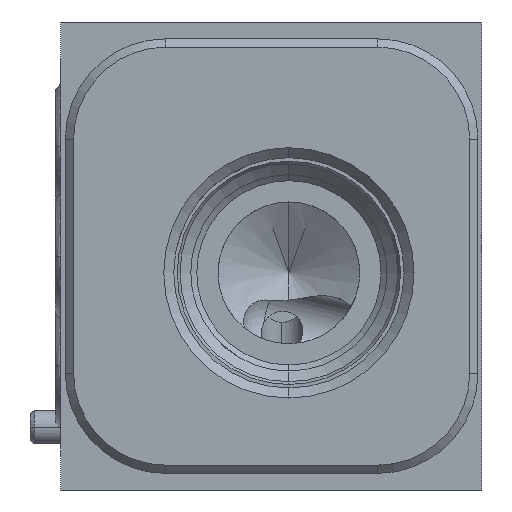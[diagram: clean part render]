
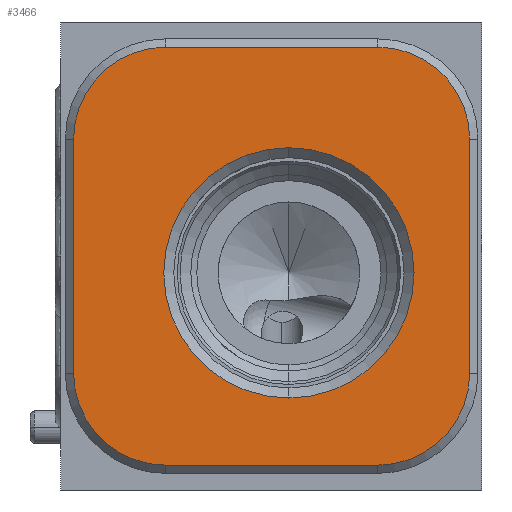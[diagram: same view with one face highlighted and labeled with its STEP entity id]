
A CAD part, left-side view. The second image highlights one B-rep face of the part: STEP entity #3466.
In plain terms, the highlighted planar face has unit normal (-1, 0, 0).
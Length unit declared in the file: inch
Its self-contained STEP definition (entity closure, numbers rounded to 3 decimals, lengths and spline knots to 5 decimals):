
#57=CARTESIAN_POINT('',(0.,-1.185,0.437));
#58=DIRECTION('',(1.,0.,0.));
#59=DIRECTION('',(0.,-1.,0.));
#60=AXIS2_PLACEMENT_3D('',#57,#58,#59);
#71=CARTESIAN_POINT('',(0.,-0.853,0.812));
#72=DIRECTION('',(1.,0.,0.));
#73=DIRECTION('',(0.,0.,-1.));
#74=AXIS2_PLACEMENT_3D('',#71,#72,#73);
#76=CARTESIAN_POINT('',(0.,-0.853,0.812));
#77=DIRECTION('',(1.,0.,0.));
#78=DIRECTION('',(0.,0.,1.));
#79=AXIS2_PLACEMENT_3D('',#76,#77,#78);
#2878=DIRECTION('',(0.,1.,0.));
#2879=VECTOR('',#2878,0.793);
#2880=CARTESIAN_POINT('',(0.,-1.185,0.093));
#2881=LINE('',#2880,#2879);
#2898=CARTESIAN_POINT('',(0.,-0.392,0.437));
#2899=DIRECTION('',(1.,0.,0.));
#2900=DIRECTION('',(0.,0.,-1.));
#2901=AXIS2_PLACEMENT_3D('',#2898,#2899,#2900);
#2916=DIRECTION('',(0.,0.,1.));
#2917=VECTOR('',#2916,0.875);
#2918=CARTESIAN_POINT('',(0.,-0.048,0.437));
#2919=LINE('',#2918,#2917);
#2932=CARTESIAN_POINT('',(0.,-0.392,1.312));
#2933=DIRECTION('',(1.,0.,0.));
#2934=DIRECTION('',(0.,1.,0.));
#2935=AXIS2_PLACEMENT_3D('',#2932,#2933,#2934);
#2946=DIRECTION('',(0.,-1.,0.));
#2947=VECTOR('',#2946,0.793);
#2948=CARTESIAN_POINT('',(0.,-0.392,1.656));
#2949=LINE('',#2948,#2947);
#2966=CARTESIAN_POINT('',(0.,-1.185,1.312));
#2967=DIRECTION('',(1.,0.,0.));
#2968=DIRECTION('',(0.,0.,1.));
#2969=AXIS2_PLACEMENT_3D('',#2966,#2967,#2968);
#2980=DIRECTION('',(0.,0.,-1.));
#2981=VECTOR('',#2980,0.875);
#2982=CARTESIAN_POINT('',(0.,-1.529,1.312));
#2983=LINE('',#2982,#2981);
#3040=CARTESIAN_POINT('',(0.,-0.853,0.344));
#3041=CARTESIAN_POINT('',(0.,-0.853,1.28));
#3042=VERTEX_POINT('',#3040);
#3043=VERTEX_POINT('',#3041);
#3084=CARTESIAN_POINT('',(0.,-0.048,0.437));
#3085=CARTESIAN_POINT('',(0.,-0.048,1.312));
#3086=VERTEX_POINT('',#3084);
#3087=VERTEX_POINT('',#3085);
#3092=CARTESIAN_POINT('',(0.,-0.392,1.656));
#3093=VERTEX_POINT('',#3092);
#3096=CARTESIAN_POINT('',(0.,-1.185,1.656));
#3097=VERTEX_POINT('',#3096);
#3100=CARTESIAN_POINT('',(0.,-1.529,1.312));
#3101=VERTEX_POINT('',#3100);
#3104=CARTESIAN_POINT('',(0.,-1.529,0.437));
#3105=VERTEX_POINT('',#3104);
#3108=CARTESIAN_POINT('',(0.,-1.185,0.093));
#3109=VERTEX_POINT('',#3108);
#3112=CARTESIAN_POINT('',(0.,-0.392,0.093));
#3113=VERTEX_POINT('',#3112);
#3438=CARTESIAN_POINT('',(0.,0.,0.));
#3439=DIRECTION('',(-1.,0.,0.));
#3440=DIRECTION('',(0.,-1.,0.));
#3441=AXIS2_PLACEMENT_3D('',#3438,#3439,#3440);
#3442=PLANE('',#3441);
#3443=ORIENTED_EDGE('',*,*,#3428,.T.);
#3445=ORIENTED_EDGE('',*,*,#3444,.T.);
#3447=ORIENTED_EDGE('',*,*,#3446,.T.);
#3449=ORIENTED_EDGE('',*,*,#3448,.T.);
#3451=ORIENTED_EDGE('',*,*,#3450,.T.);
#3453=ORIENTED_EDGE('',*,*,#3452,.T.);
#3455=ORIENTED_EDGE('',*,*,#3454,.T.);
#3457=ORIENTED_EDGE('',*,*,#3456,.T.);
#3458=EDGE_LOOP('',(#3443,#3445,#3447,#3449,#3451,#3453,#3455,#3457));
#3459=FACE_OUTER_BOUND('',#3458,.F.);
#3461=ORIENTED_EDGE('',*,*,#3460,.F.);
#3463=ORIENTED_EDGE('',*,*,#3462,.F.);
#3464=EDGE_LOOP('',(#3461,#3463));
#3465=FACE_BOUND('',#3464,.F.);
#3466=ADVANCED_FACE('',(#3459,#3465),#3442,.T.);
#61=CIRCLE('',#60,0.344);
#75=CIRCLE('',#74,0.468);
#80=CIRCLE('',#79,0.468);
#2902=CIRCLE('',#2901,0.344);
#2936=CIRCLE('',#2935,0.344);
#2970=CIRCLE('',#2969,0.344);
#3428=EDGE_CURVE('',#3105,#3109,#61,.T.);
#3444=EDGE_CURVE('',#3109,#3113,#2881,.T.);
#3446=EDGE_CURVE('',#3113,#3086,#2902,.T.);
#3448=EDGE_CURVE('',#3086,#3087,#2919,.T.);
#3450=EDGE_CURVE('',#3087,#3093,#2936,.T.);
#3452=EDGE_CURVE('',#3093,#3097,#2949,.T.);
#3454=EDGE_CURVE('',#3097,#3101,#2970,.T.);
#3456=EDGE_CURVE('',#3101,#3105,#2983,.T.);
#3460=EDGE_CURVE('',#3042,#3043,#75,.T.);
#3462=EDGE_CURVE('',#3043,#3042,#80,.T.);
